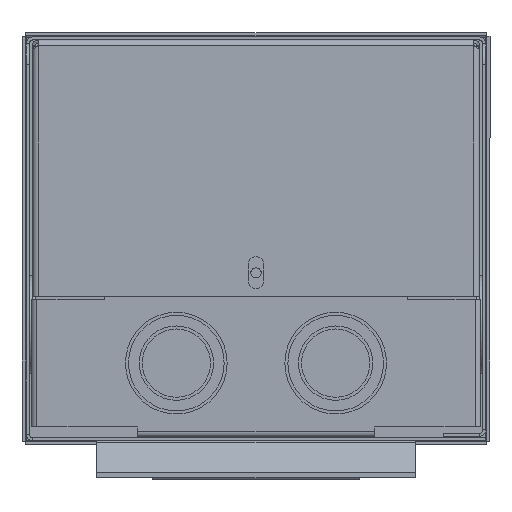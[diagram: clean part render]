
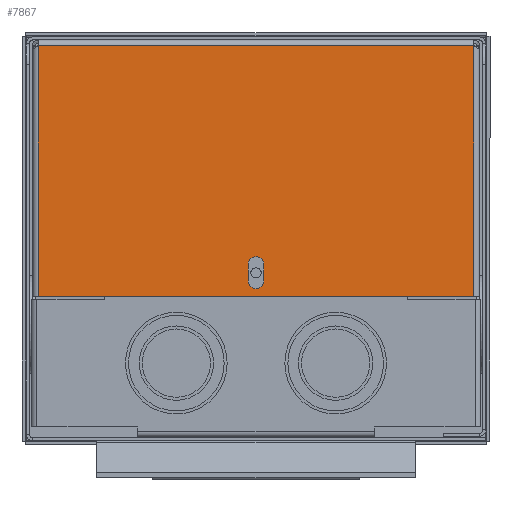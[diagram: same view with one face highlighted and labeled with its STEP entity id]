
A CAD part, front view. The second image highlights one B-rep face of the part: STEP entity #7867.
In plain terms, the highlighted planar face has unit normal (0, -1, 0).
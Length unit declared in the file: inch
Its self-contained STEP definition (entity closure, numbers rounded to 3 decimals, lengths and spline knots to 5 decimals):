
#1905 = DIRECTION ( 'NONE',  ( 0., 1., 0. ) ) ;
#1906 = CARTESIAN_POINT ( 'NONE',  ( 0., -0.0359, 0. ) ) ;
#1907 = PLANE ( 'NONE',  #6210 ) ;
#1909 = DIRECTION ( 'NONE',  ( 0., 0., 1. ) ) ;
#2503 = FACE_BOUND ( 'NONE', #4139, .T. ) ;
#2515 = FACE_OUTER_BOUND ( 'NONE', #4176, .T. ) ;
#3702 = EDGE_CURVE ( 'NONE', #8239, #5469, #13107, .T. ) ;
#3737 = EDGE_CURVE ( 'NONE', #8357, #5499, #13195, .T. ) ;
#3738 = EDGE_CURVE ( 'NONE', #5363, #8511, #13192, .T. ) ;
#3749 = EDGE_CURVE ( 'NONE', #5469, #5363, #13211, .T. ) ;
#3750 = EDGE_CURVE ( 'NONE', #8298, #8239, #13217, .T. ) ;
#3751 = EDGE_CURVE ( 'NONE', #8511, #8298, #13219, .T. ) ;
#3752 = EDGE_CURVE ( 'NONE', #8445, #5486, #13220, .T. ) ;
#3753 = EDGE_CURVE ( 'NONE', #5499, #5486, #13215, .T. ) ;
#3755 = EDGE_CURVE ( 'NONE', #8445, #8357, #13226, .T. ) ;
#4139 = EDGE_LOOP ( 'NONE', ( #9568, #9547, #9554, #9553, #9563 ) ) ;
#4176 = EDGE_LOOP ( 'NONE', ( #9561, #9559, #9603, #9562 ) ) ;
#5363 = VERTEX_POINT ( 'NONE', #15449 ) ;
#5469 = VERTEX_POINT ( 'NONE', #16337 ) ;
#5486 = VERTEX_POINT ( 'NONE', #16368 ) ;
#5499 = VERTEX_POINT ( 'NONE', #16390 ) ;
#6210 = AXIS2_PLACEMENT_3D ( 'NONE', #1906, #1905, #1909 ) ;
#6590 = AXIS2_PLACEMENT_3D ( 'NONE', #15007, #15008, #15009 ) ;
#6593 = AXIS2_PLACEMENT_3D ( 'NONE', #14978, #14979, #14980 ) ;
#6601 = AXIS2_PLACEMENT_3D ( 'NONE', #14881, #14882, #14883 ) ;
#7243 = CARTESIAN_POINT ( 'NONE',  ( 2.5651, -0.0359, -1.51 ) ) ;
#7309 = CARTESIAN_POINT ( 'NONE',  ( -0.09375, -0.0359, -1.3225 ) ) ;
#7867 = ADVANCED_FACE ( 'NONE', ( #2503, #2515 ), #1907, .F. ) ;
#8239 = VERTEX_POINT ( 'NONE', #14668 ) ;
#8298 = VERTEX_POINT ( 'NONE', #14727 ) ;
#8357 = VERTEX_POINT ( 'NONE', #14786 ) ;
#8445 = VERTEX_POINT ( 'NONE', #7243 ) ;
#8511 = VERTEX_POINT ( 'NONE', #7309 ) ;
#9547 = ORIENTED_EDGE ( 'NONE', *, *, #3738, .T. ) ;
#9553 = ORIENTED_EDGE ( 'NONE', *, *, #3750, .T. ) ;
#9554 = ORIENTED_EDGE ( 'NONE', *, *, #3751, .T. ) ;
#9559 = ORIENTED_EDGE ( 'NONE', *, *, #3752, .F. ) ;
#9561 = ORIENTED_EDGE ( 'NONE', *, *, #3753, .T. ) ;
#9562 = ORIENTED_EDGE ( 'NONE', *, *, #3737, .T. ) ;
#9563 = ORIENTED_EDGE ( 'NONE', *, *, #3702, .T. ) ;
#9568 = ORIENTED_EDGE ( 'NONE', *, *, #3749, .T. ) ;
#9603 = ORIENTED_EDGE ( 'NONE', *, *, #3755, .T. ) ;
#13107 = CIRCLE ( 'NONE', #6601, 0.09375 ) ;
#13192 = CIRCLE ( 'NONE', #6593, 0.09375 ) ;
#13195 = LINE ( 'NONE', #14968, #13197 ) ;
#13197 = VECTOR ( 'NONE', #14967, 39.37008 ) ;
#13211 = LINE ( 'NONE', #14993, #13218 ) ;
#13215 = LINE ( 'NONE', #15006, #13225 ) ;
#13217 = CIRCLE ( 'NONE', #6590, 0.09375 ) ;
#13218 = VECTOR ( 'NONE', #15004, 39.37008 ) ;
#13219 = LINE ( 'NONE', #15002, #13221 ) ;
#13220 = LINE ( 'NONE', #15010, #13223 ) ;
#13221 = VECTOR ( 'NONE', #14998, 39.37008 ) ;
#13223 = VECTOR ( 'NONE', #15012, 39.37008 ) ;
#13225 = VECTOR ( 'NONE', #15013, 39.37008 ) ;
#13226 = LINE ( 'NONE', #15011, #13228 ) ;
#13228 = VECTOR ( 'NONE', #15005, 39.37008 ) ;
#14668 = CARTESIAN_POINT ( 'NONE',  ( 0., -0.0359, -1.04125 ) ) ;
#14727 = CARTESIAN_POINT ( 'NONE',  ( -0.09375, -0.0359, -1.135 ) ) ;
#14786 = CARTESIAN_POINT ( 'NONE',  ( 2.5651, -0.0359, 1.4431 ) ) ;
#14881 = CARTESIAN_POINT ( 'NONE',  ( 0., -0.0359, -1.135 ) ) ;
#14882 = DIRECTION ( 'NONE',  ( 0., 1., 0. ) ) ;
#14883 = DIRECTION ( 'NONE',  ( 0., 0., 1. ) ) ;
#14967 = DIRECTION ( 'NONE',  ( -1., 0., 0. ) ) ;
#14968 = CARTESIAN_POINT ( 'NONE',  ( 2.632, -0.0359, 1.4431 ) ) ;
#14978 = CARTESIAN_POINT ( 'NONE',  ( 0., -0.0359, -1.3225 ) ) ;
#14979 = DIRECTION ( 'NONE',  ( 0., 1., 0. ) ) ;
#14980 = DIRECTION ( 'NONE',  ( 0., 0., 1. ) ) ;
#14993 = CARTESIAN_POINT ( 'NONE',  ( 0.09375, -0.0359, -1.3225 ) ) ;
#14998 = DIRECTION ( 'NONE',  ( 0., 0., 1. ) ) ;
#15002 = CARTESIAN_POINT ( 'NONE',  ( -0.09375, -0.0359, -1.3225 ) ) ;
#15004 = DIRECTION ( 'NONE',  ( 0., 0., -1. ) ) ;
#15005 = DIRECTION ( 'NONE',  ( 0., 0., 1. ) ) ;
#15006 = CARTESIAN_POINT ( 'NONE',  ( -2.5651, -0.0359, 1.4431 ) ) ;
#15007 = CARTESIAN_POINT ( 'NONE',  ( 0., -0.0359, -1.135 ) ) ;
#15008 = DIRECTION ( 'NONE',  ( 0., 1., 0. ) ) ;
#15009 = DIRECTION ( 'NONE',  ( 0., 0., 1. ) ) ;
#15010 = CARTESIAN_POINT ( 'NONE',  ( -2.632, -0.0359, -1.51 ) ) ;
#15011 = CARTESIAN_POINT ( 'NONE',  ( 2.5651, -0.0359, -1.51 ) ) ;
#15012 = DIRECTION ( 'NONE',  ( -1., 0., 0. ) ) ;
#15013 = DIRECTION ( 'NONE',  ( 0., 0., -1. ) ) ;
#15449 = CARTESIAN_POINT ( 'NONE',  ( 0.09375, -0.0359, -1.3225 ) ) ;
#16337 = CARTESIAN_POINT ( 'NONE',  ( 0.09375, -0.0359, -1.135 ) ) ;
#16368 = CARTESIAN_POINT ( 'NONE',  ( -2.5651, -0.0359, -1.51 ) ) ;
#16390 = CARTESIAN_POINT ( 'NONE',  ( -2.5651, -0.0359, 1.4431 ) ) ;
